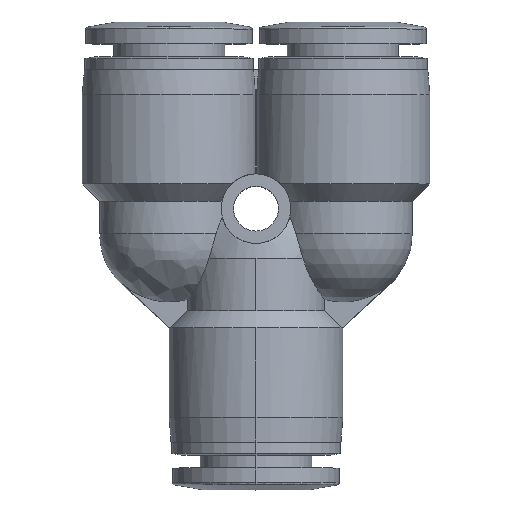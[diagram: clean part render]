
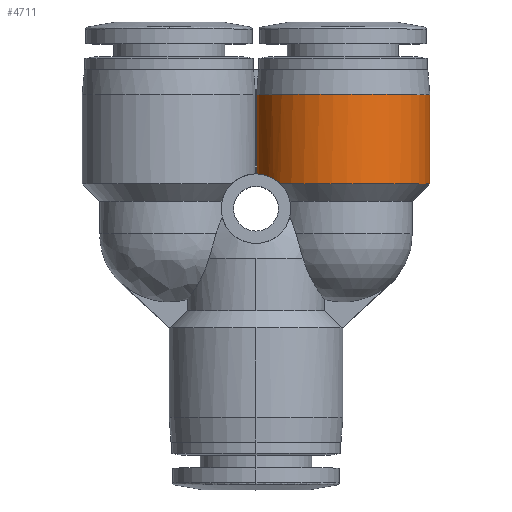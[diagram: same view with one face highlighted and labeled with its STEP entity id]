
A CAD part, top view. The second image highlights one B-rep face of the part: STEP entity #4711.
In plain terms, the highlighted cylindrical face has radius 8.75 mm (diameter 17.5 mm), a partial arc.
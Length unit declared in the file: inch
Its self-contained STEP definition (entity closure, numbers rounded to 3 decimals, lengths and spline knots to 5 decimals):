
#73 = ORIENTED_EDGE ( 'NONE', *, *, #1789, .T. ) ;
#179 = CARTESIAN_POINT ( 'NONE',  ( 0.02577, 0.13564, 0.13215 ) ) ;
#256 = CARTESIAN_POINT ( 'NONE',  ( 0.34449, 0.45276, 0. ) ) ;
#330 = EDGE_LOOP ( 'NONE', ( #3625, #3574, #73, #4128, #4951, #572, #2262 ) ) ;
#572 = ORIENTED_EDGE ( 'NONE', *, *, #5323, .T. ) ;
#577 = CARTESIAN_POINT ( 'NONE',  ( 0.00226, 0.13778, -0.03937 ) ) ;
#583 = CARTESIAN_POINT ( 'NONE',  ( 0.05784, 0.12521, -0.19128 ) ) ;
#647 = CARTESIAN_POINT ( 'NONE',  ( 0.05222, 0.12808, 0.1833 ) ) ;
#707 = CARTESIAN_POINT ( 'NONE',  ( 0.34449, 0.45276, 0. ) ) ;
#722 = DIRECTION ( 'NONE',  ( 0., 1., 0. ) ) ;
#748 = DIRECTION ( 'NONE',  ( -1., 0., 0. ) ) ;
#866 = VECTOR ( 'NONE', #3499, 39.37008 ) ;
#876 = AXIS2_PLACEMENT_3D ( 'NONE', #707, #3991, #1181 ) ;
#960 = B_SPLINE_CURVE_WITH_KNOTS ( 'NONE', 3,
 ( #2002, #5334, #4833, #583, #3871, #1060, #4370, #1534, #4853, #2030, #5363, #2512, #5841, #2967 ),
 .UNSPECIFIED., .F., .F.,
 ( 4, 2, 2, 2, 2, 2, 4 ),
 ( 0., 0.00146, 0.00219, 0.00292, 0.00365, 0.00438, 0.00583 ),
 .UNSPECIFIED. ) ;
#1012 = B_SPLINE_CURVE_WITH_KNOTS ( 'NONE', 3,
 ( #5884, #2557, #5411, #3001, #179, #3467, #647, #3938, #1126, #4435, #1597, #4926 ),
 .UNSPECIFIED., .F., .F.,
 ( 4, 2, 2, 2, 2, 4 ),
 ( 0., 0.00146, 0.00292, 0.00437, 0.0051, 0.00583 ),
 .UNSPECIFIED. ) ;
#1060 = CARTESIAN_POINT ( 'NONE',  ( 0.04301, 0.13101, -0.16695 ) ) ;
#1126 = CARTESIAN_POINT ( 'NONE',  ( 0.0739, 0.11651, 0.21338 ) ) ;
#1152 = CARTESIAN_POINT ( 'NONE',  ( 0.68898, 0.45276, 0. ) ) ;
#1181 = DIRECTION ( 'NONE',  ( -1., 0., 0. ) ) ;
#1193 = CARTESIAN_POINT ( 'NONE',  ( 0.34449, 0.09843, 0. ) ) ;
#1210 = EDGE_CURVE ( 'NONE', #4895, #4888, #960, .T. ) ;
#1331 = AXIS2_PLACEMENT_3D ( 'NONE', #1193, #4501, #1662 ) ;
#1403 = CARTESIAN_POINT ( 'NONE',  ( 0.00226, 0.45276, 0.03937 ) ) ;
#1534 = CARTESIAN_POINT ( 'NONE',  ( 0.03021, 0.13451, -0.1414 ) ) ;
#1597 = CARTESIAN_POINT ( 'NONE',  ( 0.09083, 0.10392, 0.23323 ) ) ;
#1662 = DIRECTION ( 'NONE',  ( -1., 0., 0. ) ) ;
#1789 = EDGE_CURVE ( 'NONE', #4888, #5365, #6100, .T. ) ;
#2002 = CARTESIAN_POINT ( 'NONE',  ( 0.09644, 0.09843, -0.23905 ) ) ;
#2030 = CARTESIAN_POINT ( 'NONE',  ( 0.01948, 0.13646, -0.11462 ) ) ;
#2038 = CARTESIAN_POINT ( 'NONE',  ( 0.00226, 0.27559, 0.03937 ) ) ;
#2262 = ORIENTED_EDGE ( 'NONE', *, *, #2869, .T. ) ;
#2286 = CYLINDRICAL_SURFACE ( 'NONE', #4623, 0.34449 ) ;
#2308 = CIRCLE ( 'NONE', #876, 0.34449 ) ;
#2399 = LINE ( 'NONE', #2038, #3608 ) ;
#2512 = CARTESIAN_POINT ( 'NONE',  ( 0.00829, 0.13765, -0.07757 ) ) ;
#2521 = DIRECTION ( 'NONE',  ( 0., -1., 0. ) ) ;
#2557 = CARTESIAN_POINT ( 'NONE',  ( 0.00448, 0.13774, 0.05865 ) ) ;
#2778 = AXIS2_PLACEMENT_3D ( 'NONE', #256, #3554, #748 ) ;
#2865 = FACE_OUTER_BOUND ( 'NONE', #330, .T. ) ;
#2869 = EDGE_CURVE ( 'NONE', #5193, #4967, #1012, .T. ) ;
#2967 = CARTESIAN_POINT ( 'NONE',  ( 0.00226, 0.13778, -0.03937 ) ) ;
#3001 = CARTESIAN_POINT ( 'NONE',  ( 0.01892, 0.13659, 0.11421 ) ) ;
#3089 = VERTEX_POINT ( 'NONE', #1403 ) ;
#3091 = DIRECTION ( 'NONE',  ( -1., 0., 0. ) ) ;
#3418 = CARTESIAN_POINT ( 'NONE',  ( 0.09644, 0.09843, 0.23905 ) ) ;
#3451 = CARTESIAN_POINT ( 'NONE',  ( 0.00226, 0.45276, -0.03937 ) ) ;
#3467 = CARTESIAN_POINT ( 'NONE',  ( 0.04254, 0.13135, 0.16696 ) ) ;
#3499 = DIRECTION ( 'NONE',  ( 0., 1., 0. ) ) ;
#3554 = DIRECTION ( 'NONE',  ( 0., 1., 0. ) ) ;
#3574 = ORIENTED_EDGE ( 'NONE', *, *, #1210, .T. ) ;
#3608 = VECTOR ( 'NONE', #2521, 39.37008 ) ;
#3625 = ORIENTED_EDGE ( 'NONE', *, *, #6113, .T. ) ;
#3868 = CARTESIAN_POINT ( 'NONE',  ( 0.09644, 0.09843, -0.23905 ) ) ;
#3871 = CARTESIAN_POINT ( 'NONE',  ( 0.05265, 0.12744, -0.18328 ) ) ;
#3938 = CARTESIAN_POINT ( 'NONE',  ( 0.06828, 0.11984, 0.20608 ) ) ;
#3991 = DIRECTION ( 'NONE',  ( 0., 1., 0. ) ) ;
#4128 = ORIENTED_EDGE ( 'NONE', *, *, #4200, .F. ) ;
#4200 = EDGE_CURVE ( 'NONE', #5437, #5365, #2308, .T. ) ;
#4216 = EDGE_CURVE ( 'NONE', #3089, #5437, #5370, .T. ) ;
#4370 = CARTESIAN_POINT ( 'NONE',  ( 0.03852, 0.13237, -0.15857 ) ) ;
#4435 = CARTESIAN_POINT ( 'NONE',  ( 0.08515, 0.10856, 0.22692 ) ) ;
#4501 = DIRECTION ( 'NONE',  ( 0., 1., 0. ) ) ;
#4623 = AXIS2_PLACEMENT_3D ( 'NONE', #5956, #722, #3091 ) ;
#4711 = ADVANCED_FACE ( 'NONE', ( #2865 ), #2286, .T. ) ;
#4833 = CARTESIAN_POINT ( 'NONE',  ( 0.07384, 0.11696, -0.21393 ) ) ;
#4853 = CARTESIAN_POINT ( 'NONE',  ( 0.0264, 0.13529, -0.1326 ) ) ;
#4888 = VERTEX_POINT ( 'NONE', #577 ) ;
#4895 = VERTEX_POINT ( 'NONE', #3868 ) ;
#4926 = CARTESIAN_POINT ( 'NONE',  ( 0.09644, 0.09843, 0.23905 ) ) ;
#4951 = ORIENTED_EDGE ( 'NONE', *, *, #4216, .F. ) ;
#4961 = CARTESIAN_POINT ( 'NONE',  ( 0.00226, 0.27559, -0.03937 ) ) ;
#4964 = CIRCLE ( 'NONE', #1331, 0.34449 ) ;
#4967 = VERTEX_POINT ( 'NONE', #3418 ) ;
#5193 = VERTEX_POINT ( 'NONE', #6048 ) ;
#5323 = EDGE_CURVE ( 'NONE', #3089, #5193, #2399, .T. ) ;
#5334 = CARTESIAN_POINT ( 'NONE',  ( 0.0852, 0.10944, -0.22738 ) ) ;
#5363 = CARTESIAN_POINT ( 'NONE',  ( 0.01638, 0.13685, -0.1054 ) ) ;
#5365 = VERTEX_POINT ( 'NONE', #3451 ) ;
#5370 = CIRCLE ( 'NONE', #2778, 0.34449 ) ;
#5411 = CARTESIAN_POINT ( 'NONE',  ( 0.00828, 0.13765, 0.07747 ) ) ;
#5437 = VERTEX_POINT ( 'NONE', #1152 ) ;
#5841 = CARTESIAN_POINT ( 'NONE',  ( 0.00447, 0.13774, -0.05865 ) ) ;
#5884 = CARTESIAN_POINT ( 'NONE',  ( 0.00226, 0.13778, 0.03937 ) ) ;
#5956 = CARTESIAN_POINT ( 'NONE',  ( 0.34449, 0.09843, 0. ) ) ;
#6048 = CARTESIAN_POINT ( 'NONE',  ( 0.00226, 0.13778, 0.03937 ) ) ;
#6100 = LINE ( 'NONE', #4961, #866 ) ;
#6113 = EDGE_CURVE ( 'NONE', #4967, #4895, #4964, .T. ) ;
